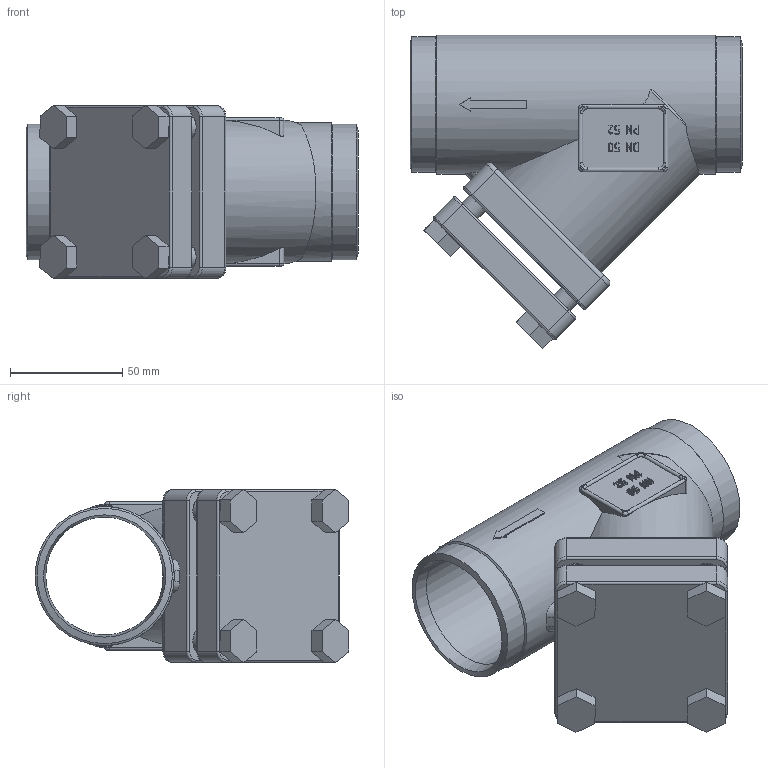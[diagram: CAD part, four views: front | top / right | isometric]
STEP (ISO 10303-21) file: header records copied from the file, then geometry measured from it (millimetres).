
FILE_DESCRIPTION(('TFLEX Exchange Step'),'2;1');
FILE_NAME('148B5050R.stp', '2024-08-07T13:39:35+03:00',('RUCO2978'),('Unknown organisation'),'TFLEX Exchange 2022.1','T-FLEX CAD','Unknown authorisation');
FILE_SCHEMA( ('AP242_MANAGED_MODEL_BASED_3D_ENGINEERING_MIM_LF {1 0 10303 442 1 1 4 }') );
Length unit declared in the file: millimetre
Products named in the file (1): Nodes
Bounding box: 148 x 139.87 x 77.4 mm (x, y, z)
Volume: 302205.3 mm3; surface area: 107776.9 mm2
Topology: 2 solids, 2 shells, 459 faces, 1225 edges, 800 vertices
Faces by surface type: plane 225, bspline 109, cylinder 71, torus 36, cone 18
Full cylindrical faces by diameter (mm): 10 x4, 11 x8, 52.5 x1, 56 x1, 60.3 x2, 62 x1
Entity records: 15881 total; most frequent: CARTESIAN_POINT 4795, ORIENTED_EDGE 2450, DIRECTION 1936, EDGE_CURVE 1225, VERTEX_POINT 800, VECTOR 724, LINE 724, AXIS2_PLACEMENT_3D 606
